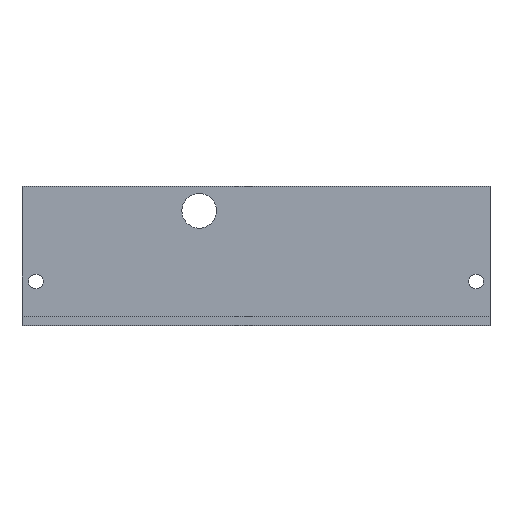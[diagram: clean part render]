
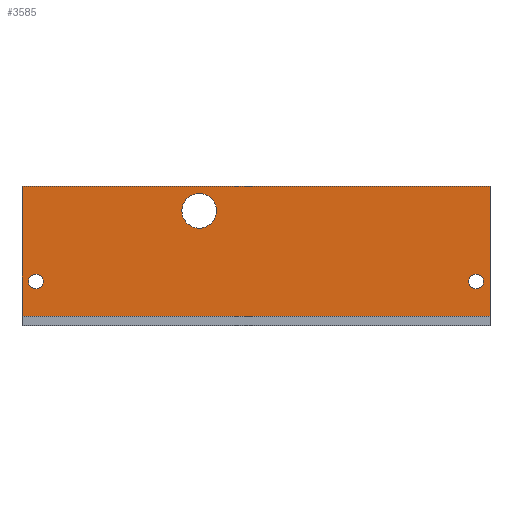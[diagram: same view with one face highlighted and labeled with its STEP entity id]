
A CAD part, top view. The second image highlights one B-rep face of the part: STEP entity #3585.
In plain terms, the highlighted planar face has unit normal (0, 0, 1).
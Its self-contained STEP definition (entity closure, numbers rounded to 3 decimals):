
#3302=CARTESIAN_POINT('',(-101.,1271.5,57.14));
#3303=VERTEX_POINT('',#3302);
#3304=CARTESIAN_POINT('',(101.,1271.5,57.14));
#3305=VERTEX_POINT('',#3304);
#3306=CARTESIAN_POINT('',(-101.,1271.5,57.14));
#3307=DIRECTION('',(1.,0.,-0.));
#3308=VECTOR('',#3307,202.);
#3309=LINE('',#3306,#3308);
#3310=EDGE_CURVE('',#3303,#3305,#3309,.T.);
#3343=CARTESIAN_POINT('',(101.,1327.5,57.14));
#3344=VERTEX_POINT('',#3343);
#3351=CARTESIAN_POINT('',(101.,1271.5,57.14));
#3352=DIRECTION('',(0.,1.,0.));
#3353=VECTOR('',#3352,56.);
#3354=LINE('',#3351,#3353);
#3355=EDGE_CURVE('',#3305,#3344,#3354,.T.);
#3413=CARTESIAN_POINT('',(-101.,1327.5,57.14));
#3414=VERTEX_POINT('',#3413);
#3415=CARTESIAN_POINT('',(-101.,1271.5,57.14));
#3416=DIRECTION('',(0.,1.,0.));
#3417=VECTOR('',#3416,56.);
#3418=LINE('',#3415,#3417);
#3419=EDGE_CURVE('',#3303,#3414,#3418,.T.);
#3447=CARTESIAN_POINT('',(-32.,1317.,57.14));
#3448=VERTEX_POINT('',#3447);
#3455=CARTESIAN_POINT('',(-24.5,1309.5,57.14));
#3456=VERTEX_POINT('',#3455);
#3457=CARTESIAN_POINT('',(-24.5,1317.,57.14));
#3458=DIRECTION('',(-0.,0.,-1.));
#3459=DIRECTION('',(0.,-1.,-0.));
#3460=AXIS2_PLACEMENT_3D('',#3457,#3458,#3459);
#3461=CIRCLE('',#3460,7.5);
#3462=EDGE_CURVE('',#3456,#3448,#3461,.T.);
#3464=CARTESIAN_POINT('',(-24.5,1317.,57.14));
#3465=DIRECTION('',(-0.,0.,-1.));
#3466=DIRECTION('',(0.,-1.,-0.));
#3467=AXIS2_PLACEMENT_3D('',#3464,#3465,#3466);
#3468=CIRCLE('',#3467,7.5);
#3469=EDGE_CURVE('',#3448,#3456,#3468,.T.);
#3490=CARTESIAN_POINT('',(91.8,1286.5,57.14));
#3491=VERTEX_POINT('',#3490);
#3498=CARTESIAN_POINT('',(95.,1283.3,57.14));
#3499=VERTEX_POINT('',#3498);
#3500=CARTESIAN_POINT('',(95.,1286.5,57.14));
#3501=DIRECTION('',(-0.,0.,-1.));
#3502=DIRECTION('',(0.,-1.,-0.));
#3503=AXIS2_PLACEMENT_3D('',#3500,#3501,#3502);
#3504=CIRCLE('',#3503,3.2);
#3505=EDGE_CURVE('',#3499,#3491,#3504,.T.);
#3507=CARTESIAN_POINT('',(95.,1286.5,57.14));
#3508=DIRECTION('',(-0.,0.,-1.));
#3509=DIRECTION('',(0.,-1.,-0.));
#3510=AXIS2_PLACEMENT_3D('',#3507,#3508,#3509);
#3511=CIRCLE('',#3510,3.2);
#3512=EDGE_CURVE('',#3491,#3499,#3511,.T.);
#3526=CARTESIAN_POINT('',(-98.2,1286.5,57.14));
#3527=VERTEX_POINT('',#3526);
#3534=CARTESIAN_POINT('',(-95.,1283.3,57.14));
#3535=VERTEX_POINT('',#3534);
#3536=CARTESIAN_POINT('',(-95.,1286.5,57.14));
#3537=DIRECTION('',(-0.,0.,-1.));
#3538=DIRECTION('',(0.,-1.,-0.));
#3539=AXIS2_PLACEMENT_3D('',#3536,#3537,#3538);
#3540=CIRCLE('',#3539,3.2);
#3541=EDGE_CURVE('',#3535,#3527,#3540,.T.);
#3543=CARTESIAN_POINT('',(-95.,1286.5,57.14));
#3544=DIRECTION('',(-0.,0.,-1.));
#3545=DIRECTION('',(0.,-1.,-0.));
#3546=AXIS2_PLACEMENT_3D('',#3543,#3544,#3545);
#3547=CIRCLE('',#3546,3.2);
#3548=EDGE_CURVE('',#3527,#3535,#3547,.T.);
#3557=CARTESIAN_POINT('',(0.,1696.5,57.14));
#3558=DIRECTION('',(0.,-0.,1.));
#3559=DIRECTION('',(1.,0.,0.));
#3560=AXIS2_PLACEMENT_3D('',#3557,#3558,#3559);
#3561=PLANE('',#3560);
#3562=ORIENTED_EDGE('',*,*,#3419,.F.);
#3563=ORIENTED_EDGE('',*,*,#3310,.T.);
#3564=ORIENTED_EDGE('',*,*,#3355,.T.);
#3565=CARTESIAN_POINT('',(101.,1327.5,57.14));
#3566=DIRECTION('',(-1.,-0.,-0.));
#3567=VECTOR('',#3566,202.);
#3568=LINE('',#3565,#3567);
#3569=EDGE_CURVE('',#3344,#3414,#3568,.T.);
#3570=ORIENTED_EDGE('',*,*,#3569,.T.);
#3571=EDGE_LOOP('',(#3562,#3563,#3564,#3570));
#3572=FACE_BOUND('',#3571,.T.);
#3573=ORIENTED_EDGE('',*,*,#3462,.T.);
#3574=ORIENTED_EDGE('',*,*,#3469,.T.);
#3575=EDGE_LOOP('',(#3573,#3574));
#3576=FACE_BOUND('',#3575,.T.);
#3577=ORIENTED_EDGE('',*,*,#3505,.T.);
#3578=ORIENTED_EDGE('',*,*,#3512,.T.);
#3579=EDGE_LOOP('',(#3577,#3578));
#3580=FACE_BOUND('',#3579,.T.);
#3581=ORIENTED_EDGE('',*,*,#3541,.T.);
#3582=ORIENTED_EDGE('',*,*,#3548,.T.);
#3583=EDGE_LOOP('',(#3581,#3582));
#3584=FACE_BOUND('',#3583,.T.);
#3585=ADVANCED_FACE('',(#3572,#3576,#3580,#3584),#3561,.T.);
